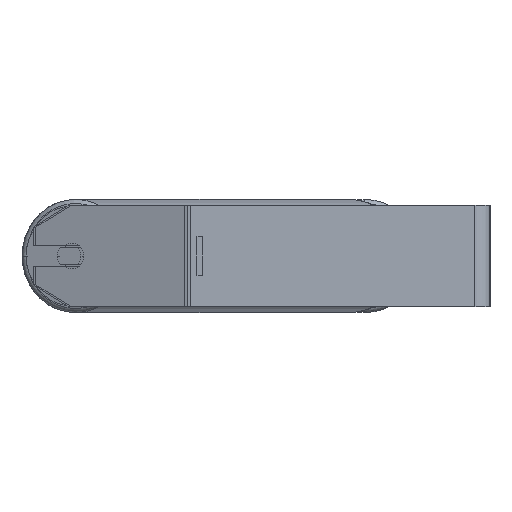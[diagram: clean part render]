
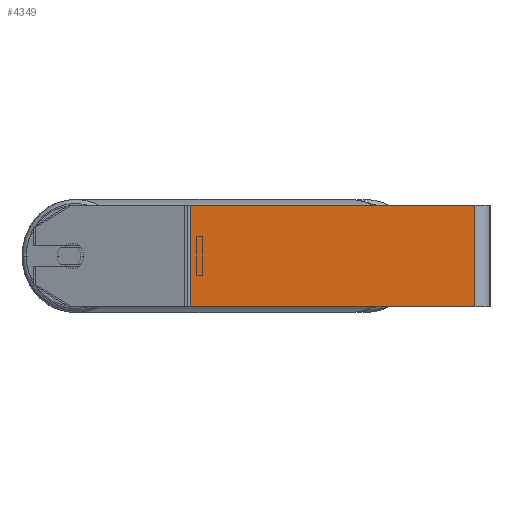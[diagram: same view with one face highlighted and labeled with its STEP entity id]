
A CAD part, left-side view. The second image highlights one B-rep face of the part: STEP entity #4349.
In plain terms, the highlighted planar face has unit normal (-1, 0, 0).
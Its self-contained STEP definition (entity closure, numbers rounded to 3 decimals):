
#1042 = CARTESIAN_POINT ( 'NONE',  ( -1000., 235.813, -40. ) ) ;
#1525 = VERTEX_POINT ( 'NONE', #1042 ) ;
#1559 = DIRECTION ( 'NONE',  ( 0., 0., -1. ) ) ;
#1694 = CARTESIAN_POINT ( 'NONE',  ( -1000., 12., 40. ) ) ;
#2000 = PLANE ( 'NONE',  #7845 ) ;
#2419 = CARTESIAN_POINT ( 'NONE',  ( -1000., 237.929, 40. ) ) ;
#2611 = ORIENTED_EDGE ( 'NONE', *, *, #3841, .T. ) ;
#2767 = VERTEX_POINT ( 'NONE', #3154 ) ;
#2910 = ORIENTED_EDGE ( 'NONE', *, *, #5665, .F. ) ;
#2935 = CARTESIAN_POINT ( 'NONE',  ( -1000., 12., -40. ) ) ;
#3104 = ORIENTED_EDGE ( 'NONE', *, *, #8401, .F. ) ;
#3154 = CARTESIAN_POINT ( 'NONE',  ( -1000., 235.813, 40. ) ) ;
#3512 = CARTESIAN_POINT ( 'NONE',  ( -1000., 237.929, 40. ) ) ;
#3576 = EDGE_CURVE ( 'NONE', #1525, #6329, #3981, .T. ) ;
#3841 = EDGE_CURVE ( 'NONE', #2767, #1525, #6371, .T. ) ;
#3940 = CARTESIAN_POINT ( 'NONE',  ( -1000., 237.929, -40. ) ) ;
#3981 = LINE ( 'NONE', #3940, #7834 ) ;
#4158 = DIRECTION ( 'NONE',  ( 0., 0., -1. ) ) ;
#4188 = VERTEX_POINT ( 'NONE', #5260 ) ;
#4349 = ADVANCED_FACE ( 'NONE', ( #5395 ), #2000, .F. ) ;
#5060 = LINE ( 'NONE', #2419, #8039 ) ;
#5260 = CARTESIAN_POINT ( 'NONE',  ( -1000., 12., 40. ) ) ;
#5395 = FACE_OUTER_BOUND ( 'NONE', #6581, .T. ) ;
#5443 = DIRECTION ( 'NONE',  ( 1., 0., 0. ) ) ;
#5665 = EDGE_CURVE ( 'NONE', #4188, #6329, #6379, .T. ) ;
#6327 = CARTESIAN_POINT ( 'NONE',  ( -1000., 235.813, 40. ) ) ;
#6329 = VERTEX_POINT ( 'NONE', #2935 ) ;
#6371 = LINE ( 'NONE', #6327, #6696 ) ;
#6379 = LINE ( 'NONE', #1694, #7435 ) ;
#6581 = EDGE_LOOP ( 'NONE', ( #8009, #2910, #3104, #2611 ) ) ;
#6696 = VECTOR ( 'NONE', #7836, 1000. ) ;
#7435 = VECTOR ( 'NONE', #1559, 1000. ) ;
#7682 = DIRECTION ( 'NONE',  ( 0., -1., 0. ) ) ;
#7834 = VECTOR ( 'NONE', #7893, 1000. ) ;
#7836 = DIRECTION ( 'NONE',  ( 0., 0., -1. ) ) ;
#7845 = AXIS2_PLACEMENT_3D ( 'NONE', #3512, #5443, #4158 ) ;
#7893 = DIRECTION ( 'NONE',  ( 0., -1., 0. ) ) ;
#8009 = ORIENTED_EDGE ( 'NONE', *, *, #3576, .T. ) ;
#8039 = VECTOR ( 'NONE', #7682, 1000. ) ;
#8401 = EDGE_CURVE ( 'NONE', #2767, #4188, #5060, .T. ) ;
